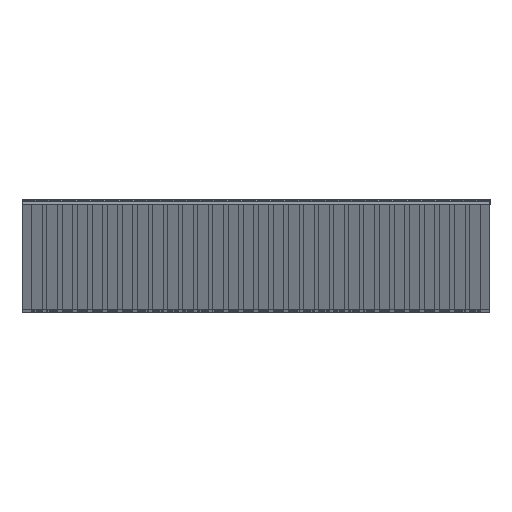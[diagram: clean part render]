
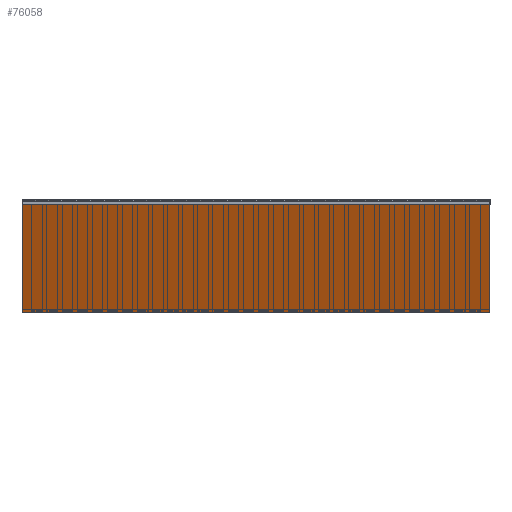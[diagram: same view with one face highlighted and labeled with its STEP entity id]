
A CAD part, left-side view. The second image highlights one B-rep face of the part: STEP entity #76058.
In plain terms, the highlighted planar face has unit normal (-0.911, 0, -0.412).
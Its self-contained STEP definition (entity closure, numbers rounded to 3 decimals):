
#2417=ORIENTED_EDGE('',*,*,#18837,.T.);
#2418=ORIENTED_EDGE('',*,*,#18825,.F.);
#2419=ORIENTED_EDGE('',*,*,#18838,.F.);
#2420=ORIENTED_EDGE('',*,*,#18834,.T.);
#18825=EDGE_CURVE('',#26974,#26973,#32579,.T.);
#18834=EDGE_CURVE('',#26981,#26980,#32587,.T.);
#18837=EDGE_CURVE('',#26980,#26973,#32589,.T.);
#18838=EDGE_CURVE('',#26981,#26974,#32590,.T.);
#26973=VERTEX_POINT('',#96181);
#26974=VERTEX_POINT('',#96183);
#26980=VERTEX_POINT('',#96206);
#26981=VERTEX_POINT('',#96208);
#32579=LINE('',#96184,#40817);
#32587=LINE('',#96207,#40825);
#32589=LINE('',#96216,#40827);
#32590=LINE('',#96217,#40828);
#40817=VECTOR('',#82138,1000.);
#40825=VECTOR('',#82156,1000.);
#40827=VECTOR('',#82160,1000.);
#40828=VECTOR('',#82161,1000.);
#48615=EDGE_LOOP('',(#2417,#2418,#2419,#2420));
#51359=FACE_BOUND('',#48615,.T.);
#54103=PLANE('',#78809);
#76058=ADVANCED_FACE('',(#51359),#54103,.F.);
#78809=AXIS2_PLACEMENT_3D('',#96215,#82158,#82159);
#82138=DIRECTION('',(0.,-1.,0.));
#82156=DIRECTION('',(0.,-1.,0.));
#82158=DIRECTION('',(0.911,0.,0.412));
#82159=DIRECTION('',(0.412,0.,-0.911));
#82160=DIRECTION('',(-0.412,0.,0.911));
#82161=DIRECTION('',(-0.412,0.,0.911));
#96181=CARTESIAN_POINT('',(35.04,0.,-0.167));
#96183=CARTESIAN_POINT('',(35.04,31.,-0.167));
#96184=CARTESIAN_POINT('',(35.04,31.,-0.167));
#96206=CARTESIAN_POINT('',(38.337,0.,-7.457));
#96207=CARTESIAN_POINT('',(38.337,31.,-7.457));
#96208=CARTESIAN_POINT('',(38.337,31.,-7.457));
#96215=CARTESIAN_POINT('',(35.04,31.,-0.167));
#96216=CARTESIAN_POINT('',(35.04,0.,-0.167));
#96217=CARTESIAN_POINT('',(35.04,31.,-0.167));
